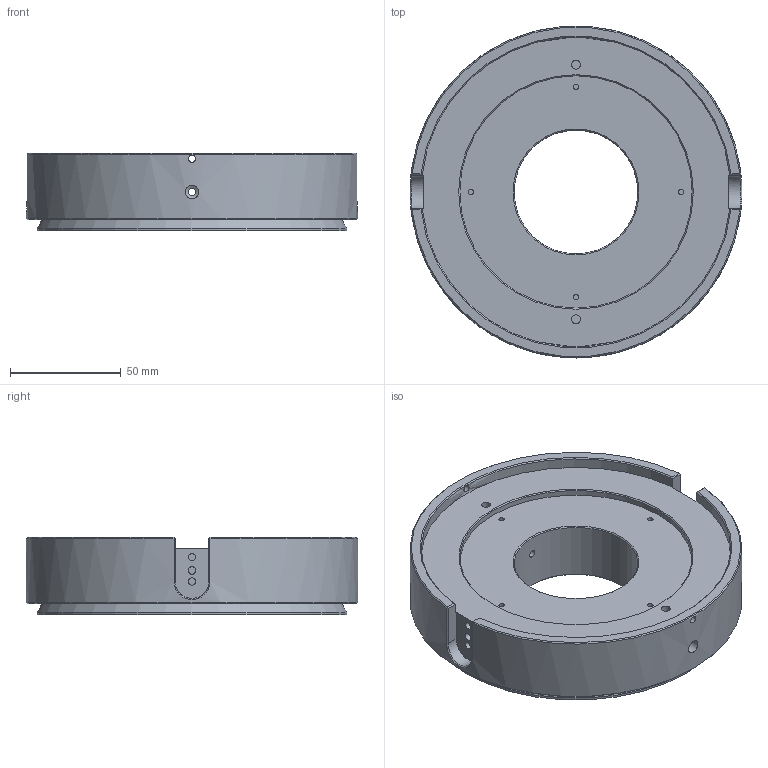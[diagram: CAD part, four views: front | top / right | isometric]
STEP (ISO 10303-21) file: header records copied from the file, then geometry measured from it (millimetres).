
FILE_DESCRIPTION(/* description */ ('Unknown'),/* implementation_level */ '2;1');
FILE_NAME(/* name */ 'OpenFrame - 30mm Spacer Layer (V3.0)',/* time_stamp */ '2022-03-18T11:02:32+00:00',/* author */ ('Unknown'),/* organization */ ('Unknown'),/* preprocessor_version */ 'ST-DEVELOPER v18.1',/* originating_system */ 'Solid Edge',/* authorisation */ 'Unknown');
FILE_SCHEMA (('AUTOMOTIVE_DESIGN {1 0 10303 214 3 1 1}'));
Length unit declared in the file: millimetre
Products named in the file (1): OpenFrame - 30mm Spacer Layer
Bounding box: 150 x 150 x 35 mm (x, y, z)
Volume: 424836.5 mm3; surface area: 58784.9 mm2
Topology: 1 solids, 1 shells, 87 faces, 178 edges, 115 vertices
Faces by surface type: plane 40, cylinder 34, cone 11, bspline 2
Full cylindrical faces by diameter (mm): 2.459 x4, 3.242 x8, 3.5 x2, 4 x10, 6 x2, 55.9 x1, 105 x1, 140 x1, 150 x1
Entity records: 2873 total; most frequent: CARTESIAN_POINT 568, DIRECTION 346, ORIENTED_EDGE 268, EDGE_LOOP 156, FACE_BOUND 156, AXIS2_PLACEMENT_3D 154, EDGE_CURVE 134, VERTEX_POINT 108
